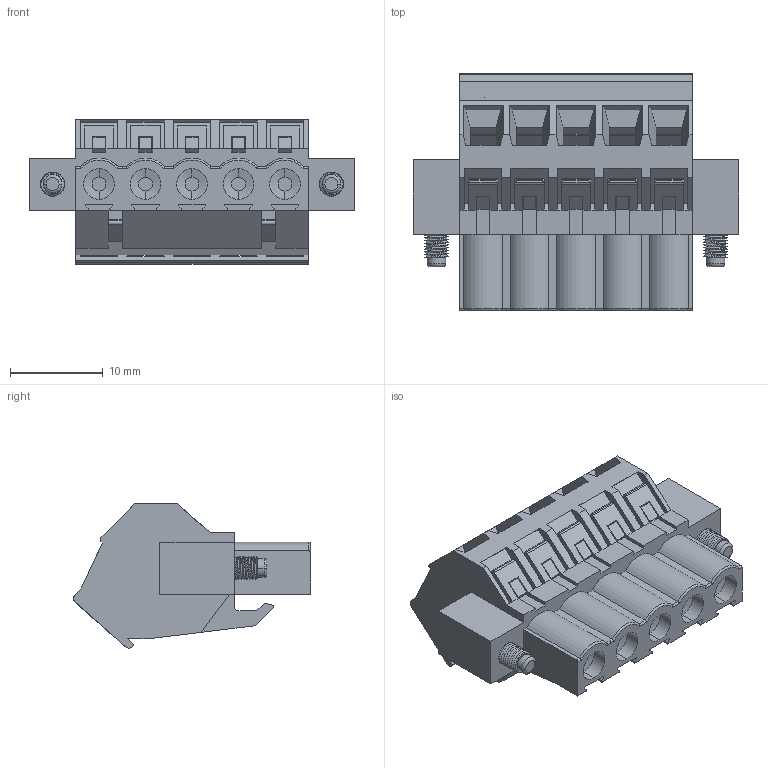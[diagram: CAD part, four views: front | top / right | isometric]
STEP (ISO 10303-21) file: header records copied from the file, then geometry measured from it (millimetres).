
FILE_DESCRIPTION (( 'STEP AP214' ), '1' );
FILE_NAME ('2EDGKLM-5.0-05P-14-00AH.STEP', '2021-03-09T16:33:07', ( '' ), ( '' ), 'SwSTEP 2.0', 'SolidWorks 2020', '' );
FILE_SCHEMA (( 'AUTOMOTIVE_DESIGN' ));
Length unit declared in the file: millimetre
Products named in the file (1): 2EDGKLM-5.0-05P-14-00AH
Bounding box: 35 x 25.5 x 15.5 mm (x, y, z)
Volume: 5248.9 mm3; surface area: 4499.3 mm2
Topology: 1 solids, 1 shells, 980 faces, 2571 edges, 1659 vertices
Faces by surface type: plane 616, bspline 146, cylinder 142, torus 52, cone 24
Entity records: 44211 total; most frequent: CARTESIAN_POINT 15513, ORIENTED_EDGE 5140, DIRECTION 4176, EDGE_CURVE 2570, VECTOR 1818, LINE 1818, VERTEX_POINT 1657, AXIS2_PLACEMENT_3D 1179
